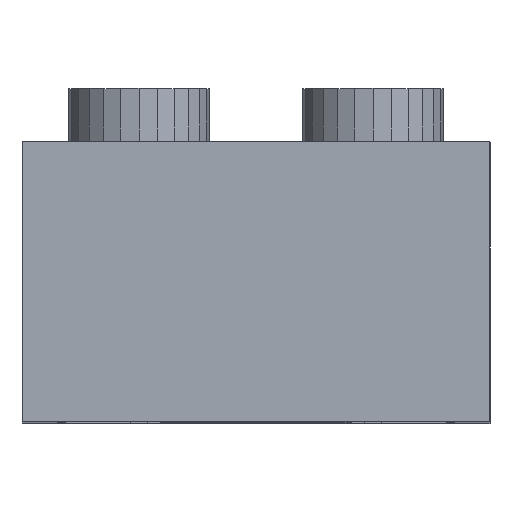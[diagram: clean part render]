
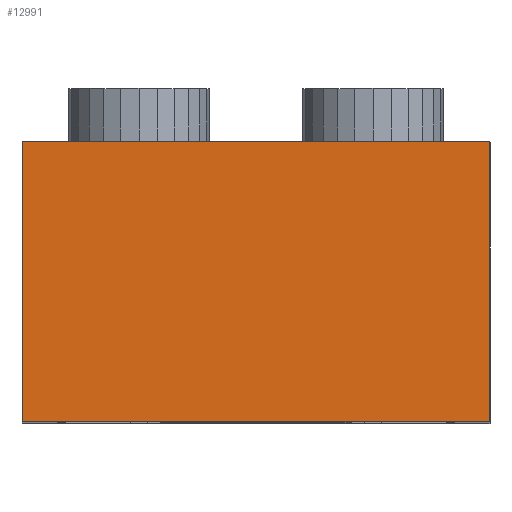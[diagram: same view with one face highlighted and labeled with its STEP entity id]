
A CAD part, top view. The second image highlights one B-rep face of the part: STEP entity #12991.
In plain terms, the highlighted planar face has unit normal (0, 0, 1).
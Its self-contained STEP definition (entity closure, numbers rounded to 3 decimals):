
#309=FACE_OUTER_BOUND('',#1064,.T.);
#1064=EDGE_LOOP('',(#9986,#9987,#9988,#9989));
#2385=LINE('',#19265,#4244);
#2756=LINE('',#19977,#4615);
#2757=LINE('',#19980,#4616);
#2772=LINE('',#20013,#4631);
#4244=VECTOR('',#15504,10.);
#4615=VECTOR('',#15951,10.);
#4616=VECTOR('',#15954,10.);
#4631=VECTOR('',#15997,10.);
#5895=VERTEX_POINT('',#19262);
#5896=VERTEX_POINT('',#19264);
#6199=VERTEX_POINT('',#19975);
#6200=VERTEX_POINT('',#19979);
#7243=EDGE_CURVE('',#5896,#5895,#2385,.T.);
#7614=EDGE_CURVE('',#5895,#6199,#2756,.T.);
#7615=EDGE_CURVE('',#5896,#6200,#2757,.T.);
#7630=EDGE_CURVE('',#6200,#6199,#2772,.T.);
#9986=ORIENTED_EDGE('',*,*,#7615,.F.);
#9987=ORIENTED_EDGE('',*,*,#7243,.T.);
#9988=ORIENTED_EDGE('',*,*,#7614,.T.);
#9989=ORIENTED_EDGE('',*,*,#7630,.F.);
#12249=PLANE('',#13747);
#12991=ADVANCED_FACE('',(#309),#12249,.T.);
#13747=AXIS2_PLACEMENT_3D('',#20012,#15995,#15996);
#15504=DIRECTION('',(1.,0.,0.));
#15951=DIRECTION('',(0.,1.,0.));
#15954=DIRECTION('',(0.,1.,0.));
#15995=DIRECTION('center_axis',(0.,0.,
1.));
#15996=DIRECTION('ref_axis',(0.,-1.,0.));
#15997=DIRECTION('',(1.,0.,0.));
#19262=CARTESIAN_POINT('',(9.632,0.018,32.035));
#19264=CARTESIAN_POINT('',(-6.368,0.018,32.035));
#19265=CARTESIAN_POINT('',(-6.368,0.018,32.035));
#19975=CARTESIAN_POINT('',(9.632,9.618,32.035));
#19977=CARTESIAN_POINT('',(9.632,0.018,32.035));
#19979=CARTESIAN_POINT('',(-6.368,9.618,32.035));
#19980=CARTESIAN_POINT('',(-6.368,0.018,32.035));
#20012=CARTESIAN_POINT('Origin',(-6.368,0.018,32.035));
#20013=CARTESIAN_POINT('',(-6.368,9.618,32.035));
